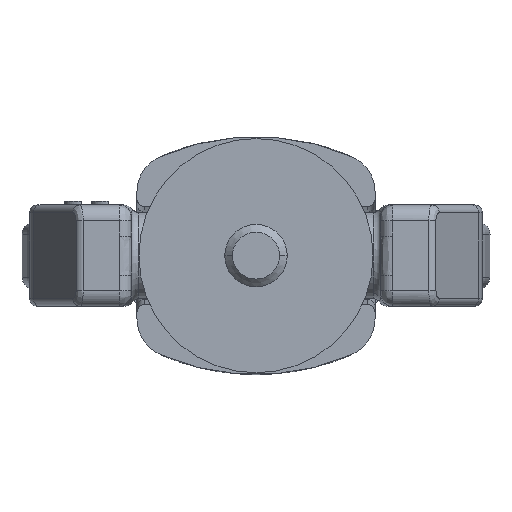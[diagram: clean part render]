
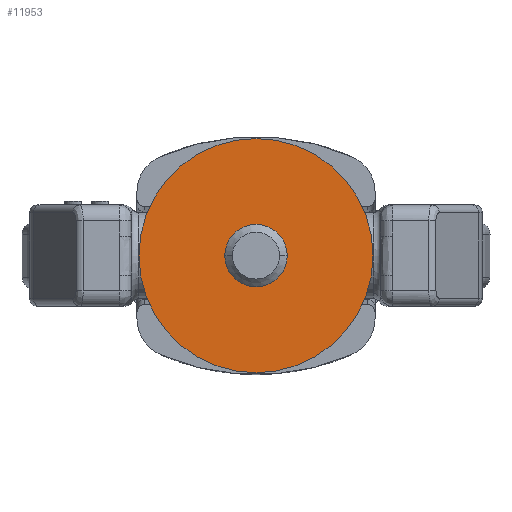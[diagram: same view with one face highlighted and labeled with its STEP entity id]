
A CAD part, front view. The second image highlights one B-rep face of the part: STEP entity #11953.
In plain terms, the highlighted planar face has unit normal (0, -1, 0).
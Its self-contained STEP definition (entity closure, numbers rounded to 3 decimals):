
#4975=CARTESIAN_POINT('',(0.,-5.25,0.));
#4976=DIRECTION('',(0.,1.,0.));
#4977=DIRECTION('',(1.,0.,0.));
#4978=AXIS2_PLACEMENT_3D('',#4975,#4976,#4977);
#4980=CARTESIAN_POINT('',(0.,-5.25,0.));
#4981=DIRECTION('',(0.,-1.,0.));
#4982=DIRECTION('',(1.,0.,0.));
#4983=AXIS2_PLACEMENT_3D('',#4980,#4981,#4982);
#4985=CARTESIAN_POINT('',(0.,-5.25,0.));
#4986=DIRECTION('',(0.,-1.,0.));
#4987=DIRECTION('',(1.,0.,0.));
#4988=AXIS2_PLACEMENT_3D('',#4985,#4986,#4987);
#4998=CARTESIAN_POINT('',(0.,-5.25,0.));
#4999=DIRECTION('',(0.,1.,0.));
#5000=DIRECTION('',(1.,0.,0.));
#5001=AXIS2_PLACEMENT_3D('',#4998,#4999,#5000);
#8879=CARTESIAN_POINT('',(15.,-5.25,0.));
#8881=VERTEX_POINT('',#8879);
#8892=CARTESIAN_POINT('',(4.,-5.25,0.));
#8894=VERTEX_POINT('',#8892);
#8895=CARTESIAN_POINT('',(-15.,-5.25,0.));
#8897=VERTEX_POINT('',#8895);
#8908=CARTESIAN_POINT('',(-4.,-5.25,0.));
#8910=VERTEX_POINT('',#8908);
#11938=CARTESIAN_POINT('',(0.,-5.25,0.));
#11939=DIRECTION('',(0.,-1.,0.));
#11940=DIRECTION('',(-1.,0.,0.));
#11941=AXIS2_PLACEMENT_3D('',#11938,#11939,#11940);
#11942=PLANE('31034',#11941);
#11944=ORIENTED_EDGE('31037',*,*,#11943,.F.);
#11946=ORIENTED_EDGE('31071',*,*,#11945,.T.);
#11947=EDGE_LOOP('31034',(#11944,#11946));
#11948=FACE_OUTER_BOUND('31034',#11947,.F.);
#11949=ORIENTED_EDGE('31069',*,*,#11931,.F.);
#11950=ORIENTED_EDGE('31035',*,*,#11920,.T.);
#11951=EDGE_LOOP('31034',(#11949,#11950));
#11952=FACE_BOUND('31034',#11951,.F.);
#4979=CIRCLE('31069',#4978,4.);
#4984=CIRCLE('31035',#4983,4.);
#4989=CIRCLE('31037',#4988,15.);
#5002=CIRCLE('31071',#5001,15.);
#11920=EDGE_CURVE('31035',#8894,#8910,#4984,.T.);
#11931=EDGE_CURVE('31069',#8894,#8910,#4979,.T.);
#11943=EDGE_CURVE('31037',#8881,#8897,#4989,.T.);
#11945=EDGE_CURVE('31071',#8881,#8897,#5002,.T.);
#11953=ADVANCED_FACE('31034',(#11948,#11952),#11942,.T.);
